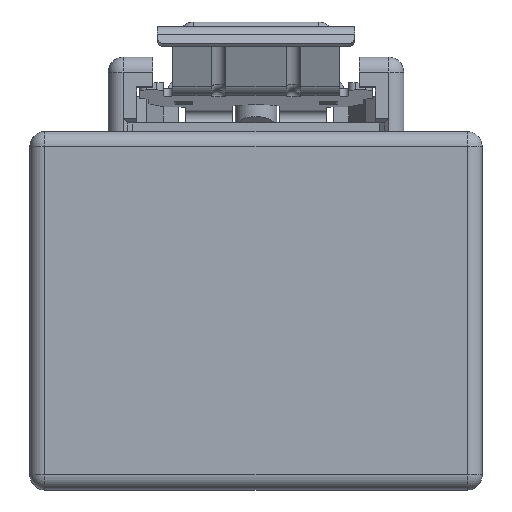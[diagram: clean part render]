
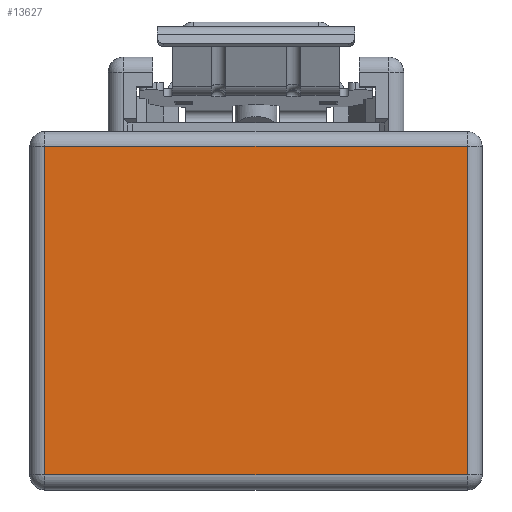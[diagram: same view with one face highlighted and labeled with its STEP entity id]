
A CAD part, top view. The second image highlights one B-rep face of the part: STEP entity #13627.
In plain terms, the highlighted planar face has unit normal (0, 0, 1).
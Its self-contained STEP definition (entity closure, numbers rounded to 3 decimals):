
#4725=DIRECTION('',(-1.,0.,0.));
#4726=VECTOR('',#4725,14.15);
#4727=CARTESIAN_POINT('',(7.075,2.03,19.6));
#4728=LINE('',#4727,#4726);
#4733=DIRECTION('',(0.,1.,0.));
#4734=VECTOR('',#4733,11.);
#4735=CARTESIAN_POINT('',(7.075,-8.97,19.6));
#4736=LINE('',#4735,#4734);
#5090=DIRECTION('',(0.,-1.,0.));
#5091=VECTOR('',#5090,11.);
#5092=CARTESIAN_POINT('',(-7.075,2.03,19.6));
#5093=LINE('',#5092,#5091);
#5113=DIRECTION('',(1.,0.,0.));
#5114=VECTOR('',#5113,14.15);
#5115=CARTESIAN_POINT('',(-7.075,-8.97,19.6));
#5116=LINE('',#5115,#5114);
#6873=CARTESIAN_POINT('',(7.075,2.03,19.6));
#6874=CARTESIAN_POINT('',(-7.075,2.03,19.6));
#6875=VERTEX_POINT('',#6873);
#6876=VERTEX_POINT('',#6874);
#6877=CARTESIAN_POINT('',(7.075,-8.97,19.6));
#6878=VERTEX_POINT('',#6877);
#6879=CARTESIAN_POINT('',(-7.075,-8.97,19.6));
#6880=VERTEX_POINT('',#6879);
#13613=CARTESIAN_POINT('',(-7.575,-2.57,19.6));
#13614=DIRECTION('',(0.,0.,1.));
#13615=DIRECTION('',(-1.,0.,0.));
#13616=AXIS2_PLACEMENT_3D('',#13613,#13614,#13615);
#13617=PLANE('',#13616);
#13618=ORIENTED_EDGE('',*,*,#13603,.F.);
#13620=ORIENTED_EDGE('',*,*,#13619,.F.);
#13622=ORIENTED_EDGE('',*,*,#13621,.F.);
#13624=ORIENTED_EDGE('',*,*,#13623,.F.);
#13625=EDGE_LOOP('',(#13618,#13620,#13622,#13624));
#13626=FACE_OUTER_BOUND('',#13625,.F.);
#13627=ADVANCED_FACE('',(#13626),#13617,.T.);
#13603=EDGE_CURVE('',#6875,#6876,#4728,.T.);
#13619=EDGE_CURVE('',#6878,#6875,#4736,.T.);
#13621=EDGE_CURVE('',#6880,#6878,#5116,.T.);
#13623=EDGE_CURVE('',#6876,#6880,#5093,.T.);
